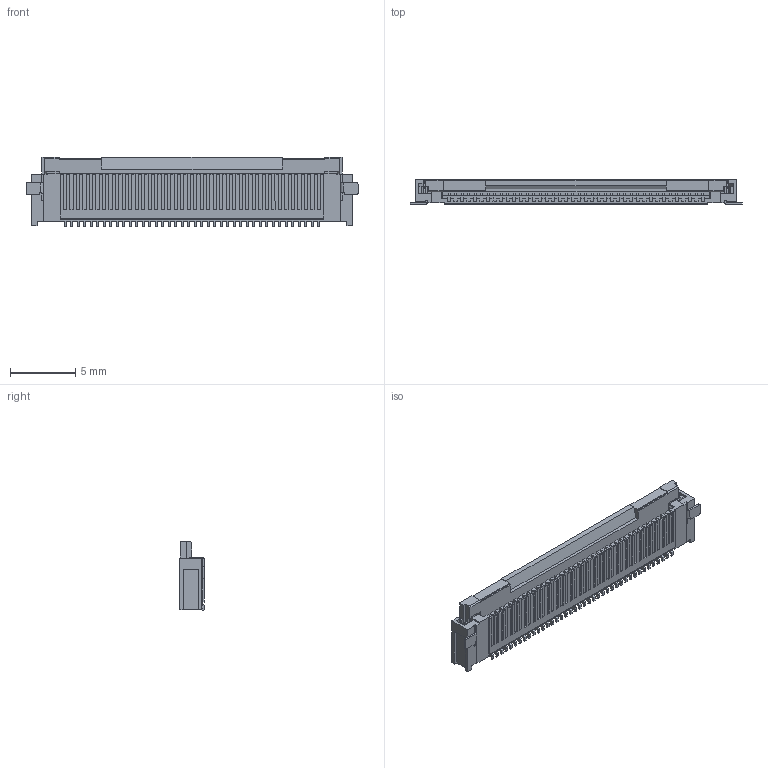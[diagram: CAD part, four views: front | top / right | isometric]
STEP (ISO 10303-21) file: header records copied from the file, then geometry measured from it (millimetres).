
FILE_DESCRIPTION(/* description */ ('STEP AP214'),/* implementation_level */ '2;1');
FILE_NAME(/* name */ '60a9ced7566a510bd11edccf',/* time_stamp */ '2021-05-23T03:41:15+00:00',/* author */ (''),/* organization */ (''),/* preprocessor_version */ 'ST-DEVELOPER v18.1',/* originating_system */ ' ',/* authorisation */ ' ');
FILE_SCHEMA (('AUTOMOTIVE_DESIGN {1 0 10303 214 3 1 1}'));
Products named in the file (1): 1
Bounding box: 25.5 x 1.9 x 5.3 mm (x, y, z)
Volume: 147.9 mm3; surface area: 633.6 mm2
Topology: 1 solids, 1 shells, 2000 faces, 6212 edges, 4134 vertices
Faces by surface type: plane 1895, cylinder 105
Entity records: 68257 total; most frequent: ORIENTED_EDGE 12424, CARTESIAN_POINT 12356, DIRECTION 10504, EDGE_CURVE 6212, LINE 5918, VECTOR 5918, VERTEX_POINT 4134, AXIS2_PLACEMENT_3D 2293
